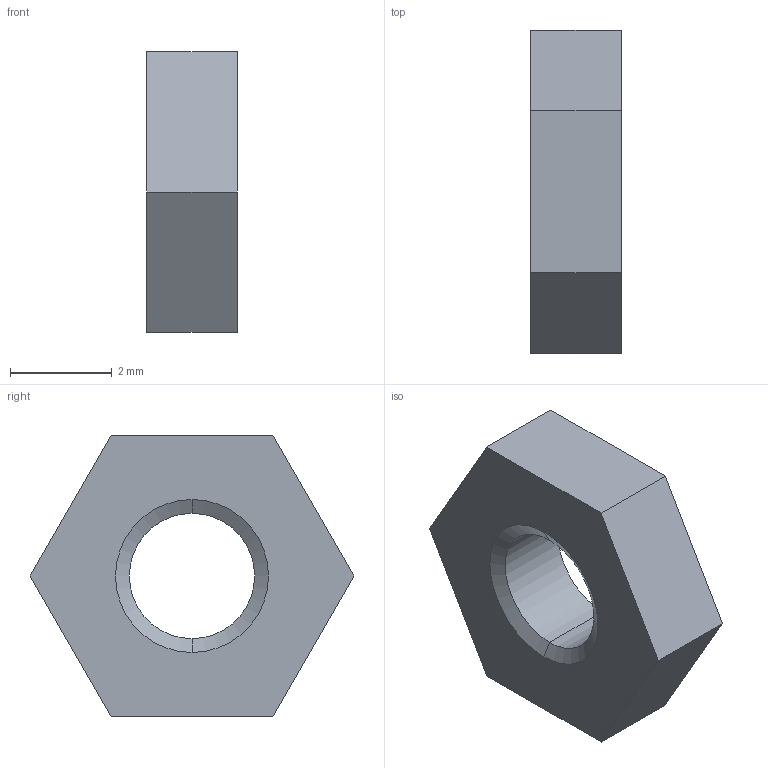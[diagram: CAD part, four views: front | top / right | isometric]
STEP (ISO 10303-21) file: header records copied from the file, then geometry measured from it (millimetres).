
FILE_DESCRIPTION((''),'2;1');
FILE_NAME('AS_1474_-_M3_1_','2023-02-15T17:17:44',('matteo.grassi'),(''),'CREO PARAMETRIC BY PTC INC, 2018020','CREO PARAMETRIC BY PTC INC, 2018020','');
FILE_SCHEMA(('AUTOMOTIVE_DESIGN { 1 0 10303 214 1 1 1 1 }'));
Length unit declared in the file: millimetre
Products named in the file (1): AS_1474_-_M3_1_
Bounding box: 1.78 x 6.35 x 5.5 mm (x, y, z)
Volume: 37.8 mm3; surface area: 88.9 mm2
Topology: 1 solids, 1 shells, 14 faces, 32 edges, 20 vertices
Faces by surface type: plane 8, cone 4, cylinder 2
Entity records: 661 total; most frequent: COLOUR_RGB 106, DIRECTION 70, CARTESIAN_POINT 69, ORIENTED_EDGE 64, PRESENTATION_STYLE_ASSIGNMENT 33, STYLED_ITEM 33, CURVE_STYLE 32, EDGE_CURVE 32
